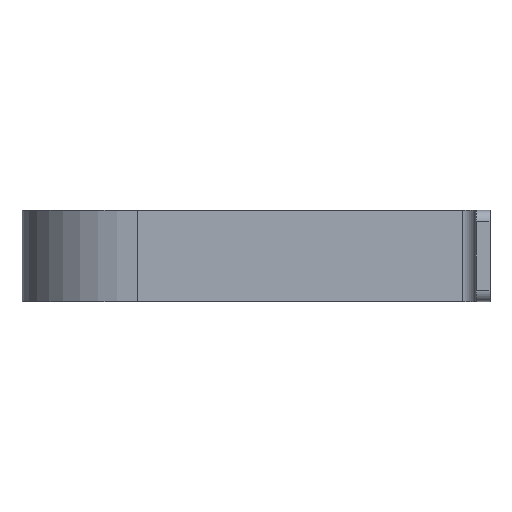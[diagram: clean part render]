
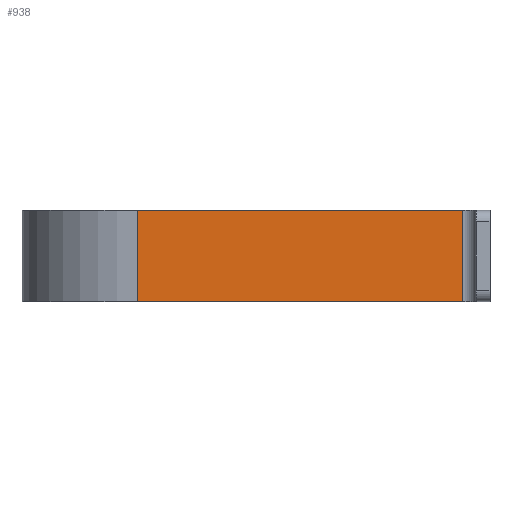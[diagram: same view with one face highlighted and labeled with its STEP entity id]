
A CAD part, left-side view. The second image highlights one B-rep face of the part: STEP entity #938.
In plain terms, the highlighted planar face has unit normal (-1, 0, 0).
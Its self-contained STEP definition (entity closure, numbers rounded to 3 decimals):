
#49 = VECTOR ( 'NONE', #362, 1000. ) ;
#73 = EDGE_LOOP ( 'NONE', ( #194, #850, #103, #838 ) ) ;
#88 = DIRECTION ( 'NONE',  ( 0., 1., 0. ) ) ;
#103 = ORIENTED_EDGE ( 'NONE', *, *, #778, .T. ) ;
#145 = DIRECTION ( 'NONE',  ( 0., 1., 0. ) ) ;
#173 = LINE ( 'NONE', #250, #971 ) ;
#194 = ORIENTED_EDGE ( 'NONE', *, *, #882, .F. ) ;
#225 = EDGE_CURVE ( 'NONE', #595, #820, #866, .T. ) ;
#233 = CARTESIAN_POINT ( 'NONE',  ( -50.5, 18., -20. ) ) ;
#245 = DIRECTION ( 'NONE',  ( 0., 0., -1. ) ) ;
#250 = CARTESIAN_POINT ( 'NONE',  ( -50.5, 6., -20. ) ) ;
#261 = PLANE ( 'NONE',  #1041 ) ;
#323 = LINE ( 'NONE', #747, #375 ) ;
#343 = CARTESIAN_POINT ( 'NONE',  ( -50.5, 160.5, 20. ) ) ;
#362 = DIRECTION ( 'NONE',  ( 0., 0., -1. ) ) ;
#375 = VECTOR ( 'NONE', #145, 1000. ) ;
#522 = CARTESIAN_POINT ( 'NONE',  ( -50.5, 18., 20. ) ) ;
#595 = VERTEX_POINT ( 'NONE', #522 ) ;
#601 = DIRECTION ( 'NONE',  ( 0., 0., 1. ) ) ;
#605 = LINE ( 'NONE', #343, #877 ) ;
#747 = CARTESIAN_POINT ( 'NONE',  ( -50.5, 6., 20. ) ) ;
#778 = EDGE_CURVE ( 'NONE', #595, #905, #323, .T. ) ;
#782 = FACE_OUTER_BOUND ( 'NONE', #73, .T. ) ;
#793 = CARTESIAN_POINT ( 'NONE',  ( -50.5, 18., 20. ) ) ;
#820 = VERTEX_POINT ( 'NONE', #233 ) ;
#838 = ORIENTED_EDGE ( 'NONE', *, *, #944, .T. ) ;
#850 = ORIENTED_EDGE ( 'NONE', *, *, #225, .F. ) ;
#851 = DIRECTION ( 'NONE',  ( -1., 0., 0. ) ) ;
#866 = LINE ( 'NONE', #793, #49 ) ;
#877 = VECTOR ( 'NONE', #245, 1000. ) ;
#882 = EDGE_CURVE ( 'NONE', #820, #1087, #173, .T. ) ;
#896 = CARTESIAN_POINT ( 'NONE',  ( -50.5, 160.5, -20. ) ) ;
#905 = VERTEX_POINT ( 'NONE', #1030 ) ;
#938 = ADVANCED_FACE ( 'NONE', ( #782 ), #261, .T. ) ;
#944 = EDGE_CURVE ( 'NONE', #905, #1087, #605, .T. ) ;
#952 = CARTESIAN_POINT ( 'NONE',  ( -50.5, 6., 20. ) ) ;
#971 = VECTOR ( 'NONE', #88, 1000. ) ;
#1030 = CARTESIAN_POINT ( 'NONE',  ( -50.5, 160.5, 20. ) ) ;
#1041 = AXIS2_PLACEMENT_3D ( 'NONE', #952, #851, #601 ) ;
#1087 = VERTEX_POINT ( 'NONE', #896 ) ;
